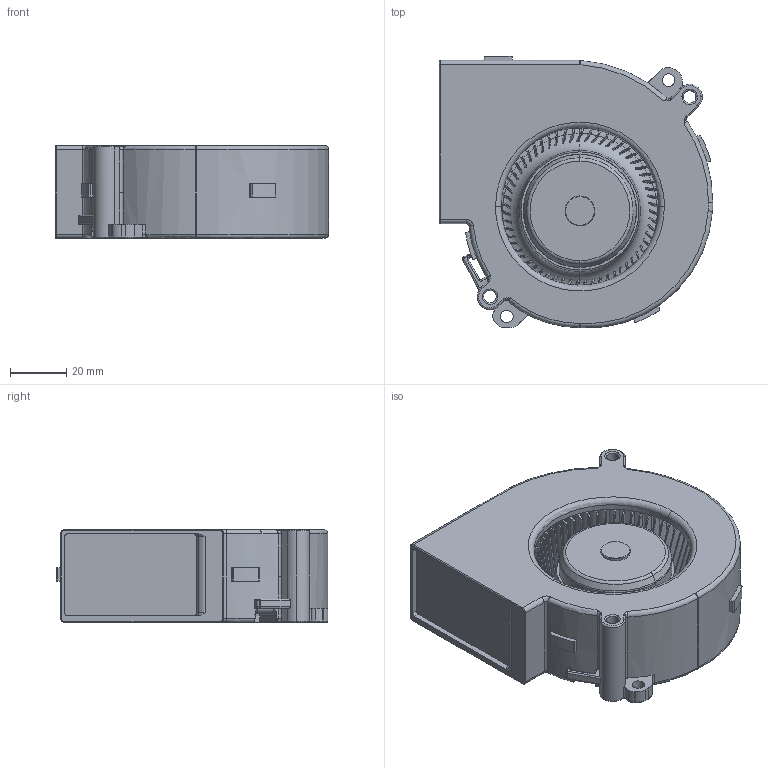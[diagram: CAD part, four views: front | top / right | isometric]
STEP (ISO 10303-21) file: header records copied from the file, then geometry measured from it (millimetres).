
FILE_DESCRIPTION(('CATIA V6 STEP','CAx-IF Rec.Pracs.--- Model Styling and Organization---1.5--- 2016-08-15','CAx-IF Rec.Pracs.---Supplemental Geometry---1.0---2011-11-01','CAx-IF Rec.Pracs.--- Composite Materials ---1.1---2010-07-15','CAx-IF Rec.Pracs.---External References---2.1---2005-01-19'),'2;1');
FILE_NAME('Blower_97x33_9BMC_Rep.stp','2020-03-22T23:56:10+00:00',('Michael Balsamo'),('Creator, Inc.'),'3DEXPERIENCE Platform3DEXPERIENCE R2020x HotFix 2.3','3DEXPERIENCE Platform STEP AP214 v1','opyright Creator, Inc., 2020. Licensed under CERN-OHL-P v2.');
FILE_SCHEMA(('AUTOMOTIVE_DESIGN { 1 0 10303 214 1 1 1 1 }'));
Products named in the file (1): Blower_97x33_9BMC
Bounding box: 97.19 x 96.51 x 33 mm (x, y, z)
Volume: 103803.6 mm3; surface area: 76522.4 mm2
Topology: 1 solids, 3 shells, 1001 faces, 2771 edges, 1781 vertices
Faces by surface type: cylinder 453, plane 159, bspline 153, torus 138, cone 89, sphere 9
Entity records: 48626 total; most frequent: CARTESIAN_POINT 28000, ORIENTED_EDGE 5510, EDGE_CURVE 2755, DIRECTION 2417, VERTEX_POINT 1779, AXIS2_PLACEMENT_3D 1301, B_SPLINE_CURVE_WITH_KNOTS 1149, EDGE_LOOP 1028
